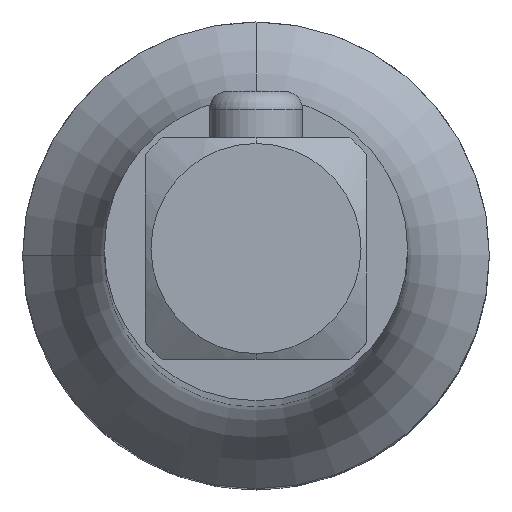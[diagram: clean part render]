
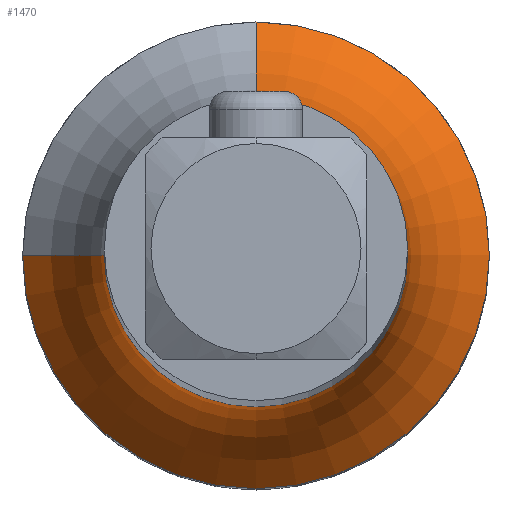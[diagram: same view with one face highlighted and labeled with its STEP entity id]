
A CAD part, top view. The second image highlights one B-rep face of the part: STEP entity #1470.
In plain terms, the highlighted toroidal (fillet/blend) face has major radius 16.5 mm and minor radius 10 mm.
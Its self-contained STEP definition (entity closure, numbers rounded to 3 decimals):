
#81=CARTESIAN_POINT('',(0.,0.,22.));
#82=DIRECTION('',(0.,0.,1.));
#83=DIRECTION('',(1.,0.,0.));
#84=AXIS2_PLACEMENT_3D('',#81,#82,#83);
#334=CARTESIAN_POINT('',(0.,0.,29.599));
#335=DIRECTION('',(0.,0.,1.));
#336=DIRECTION('',(0.,-1.,0.));
#337=AXIS2_PLACEMENT_3D('',#334,#335,#336);
#342=CARTESIAN_POINT('',(0.,0.,22.));
#343=DIRECTION('',(0.,0.,-1.));
#344=DIRECTION('',(1.,0.,0.));
#345=AXIS2_PLACEMENT_3D('',#342,#343,#344);
#350=CARTESIAN_POINT('',(-16.5,0.,29.599));
#351=DIRECTION('',(0.,-1.,0.));
#352=DIRECTION('',(0.65,0.,-0.76));
#353=AXIS2_PLACEMENT_3D('',#350,#351,#352);
#698=CARTESIAN_POINT('',(0.,0.,29.599));
#699=DIRECTION('',(0.,0.,1.));
#700=DIRECTION('',(-1.,0.,0.));
#701=AXIS2_PLACEMENT_3D('',#698,#699,#700);
#714=CARTESIAN_POINT('',(0.,16.5,29.599));
#715=DIRECTION('',(-1.,0.,0.));
#716=DIRECTION('',(0.,-0.65,-0.76));
#717=AXIS2_PLACEMENT_3D('',#714,#715,#716);
#1204=CARTESIAN_POINT('',(10.,0.,22.));
#1205=CARTESIAN_POINT('',(0.,10.,22.));
#1206=VERTEX_POINT('',#1204);
#1207=VERTEX_POINT('',#1205);
#1208=CARTESIAN_POINT('',(-10.,0.,22.));
#1209=VERTEX_POINT('',#1208);
#1210=CARTESIAN_POINT('',(0.,6.5,29.599));
#1211=CARTESIAN_POINT('',(-6.5,0.,29.599));
#1212=VERTEX_POINT('',#1210);
#1213=VERTEX_POINT('',#1211);
#1214=CARTESIAN_POINT('',(0.,-6.5,29.599));
#1215=VERTEX_POINT('',#1214);
#1453=CARTESIAN_POINT('',(0.,0.,29.599));
#1454=DIRECTION('',(0.,0.,1.));
#1455=DIRECTION('',(-0.045,-0.999,0.));
#1456=AXIS2_PLACEMENT_3D('',#1453,#1454,#1455);
#1457=TOROIDAL_SURFACE('',#1456,16.5,10.);
#1459=ORIENTED_EDGE('',*,*,#1458,.T.);
#1461=ORIENTED_EDGE('',*,*,#1460,.F.);
#1462=ORIENTED_EDGE('',*,*,#1318,.F.);
#1463=ORIENTED_EDGE('',*,*,#1421,.T.);
#1465=ORIENTED_EDGE('',*,*,#1464,.T.);
#1467=ORIENTED_EDGE('',*,*,#1466,.T.);
#1468=EDGE_LOOP('',(#1459,#1461,#1462,#1463,#1465,#1467));
#1469=FACE_OUTER_BOUND('',#1468,.F.);
#1470=ADVANCED_FACE('',(#1469),#1457,.F.);
#85=CIRCLE('',#84,10.);
#338=CIRCLE('',#337,6.5);
#346=CIRCLE('',#345,10.);
#354=CIRCLE('',#353,10.);
#702=CIRCLE('',#701,6.5);
#718=CIRCLE('',#717,10.);
#1318=EDGE_CURVE('',#1206,#1207,#85,.T.);
#1421=EDGE_CURVE('',#1206,#1209,#346,.T.);
#1458=EDGE_CURVE('',#1215,#1212,#338,.T.);
#1460=EDGE_CURVE('',#1207,#1212,#718,.T.);
#1464=EDGE_CURVE('',#1209,#1213,#354,.T.);
#1466=EDGE_CURVE('',#1213,#1215,#702,.T.);
